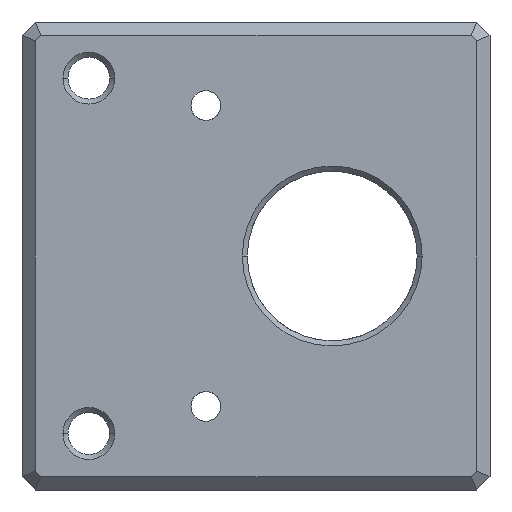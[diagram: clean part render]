
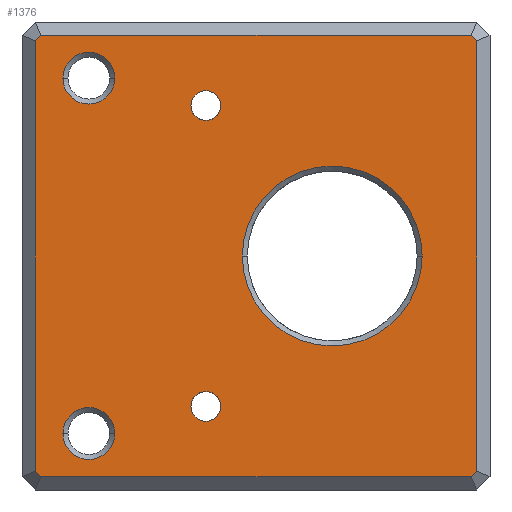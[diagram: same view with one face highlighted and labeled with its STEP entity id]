
A CAD part, front view. The second image highlights one B-rep face of the part: STEP entity #1376.
In plain terms, the highlighted planar face has unit normal (0, -1, 0).
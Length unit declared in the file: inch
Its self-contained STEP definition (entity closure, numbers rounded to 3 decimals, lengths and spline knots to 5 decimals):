
#1=CARTESIAN_POINT('',(0.55,0.,-1.15));
#2=DIRECTION('',(0.,-1.,0.));
#3=DIRECTION('',(-1.,0.,0.));
#4=AXIS2_PLACEMENT_3D('',#1,#2,#3);
#6=CARTESIAN_POINT('',(0.55,0.,-1.15));
#7=DIRECTION('',(0.,-1.,0.));
#8=DIRECTION('',(1.,0.,0.));
#9=AXIS2_PLACEMENT_3D('',#6,#7,#8);
#11=CARTESIAN_POINT('',(0.55,0.,-0.25));
#12=DIRECTION('',(0.,-1.,0.));
#13=DIRECTION('',(-1.,0.,0.));
#14=AXIS2_PLACEMENT_3D('',#11,#12,#13);
#16=CARTESIAN_POINT('',(0.55,0.,-0.25));
#17=DIRECTION('',(0.,-1.,0.));
#18=DIRECTION('',(1.,0.,0.));
#19=AXIS2_PLACEMENT_3D('',#16,#17,#18);
#21=DIRECTION('',(1.,0.,0.));
#22=VECTOR('',#21,1.28686);
#23=CARTESIAN_POINT('',(0.05657,0.,-0.04));
#24=LINE('',#23,#22);
#37=DIRECTION('',(-0.707,0.,-0.707));
#38=VECTOR('',#37,0.02343);
#39=CARTESIAN_POINT('',(0.05657,0.,-0.04));
#40=LINE('',#39,#38);
#115=DIRECTION('',(0.,0.,1.));
#116=VECTOR('',#115,1.28686);
#117=CARTESIAN_POINT('',(0.04,0.,-1.34343));
#118=LINE('',#117,#116);
#131=DIRECTION('',(0.707,0.,-0.707));
#132=VECTOR('',#131,0.02343);
#133=CARTESIAN_POINT('',(0.04,0.,-1.34343));
#134=LINE('',#133,#132);
#157=DIRECTION('',(-1.,0.,0.));
#158=VECTOR('',#157,1.28686);
#159=CARTESIAN_POINT('',(1.34343,0.,-1.36));
#160=LINE('',#159,#158);
#173=DIRECTION('',(0.707,0.,0.707));
#174=VECTOR('',#173,0.02343);
#175=CARTESIAN_POINT('',(1.34343,0.,-1.36));
#176=LINE('',#175,#174);
#189=DIRECTION('',(0.,0.,-1.));
#190=VECTOR('',#189,1.28686);
#191=CARTESIAN_POINT('',(1.36,0.,-0.05657));
#192=LINE('',#191,#190);
#205=DIRECTION('',(-0.707,0.,0.707));
#206=VECTOR('',#205,0.02343);
#207=CARTESIAN_POINT('',(1.36,0.,-0.05657));
#208=LINE('',#207,#206);
#969=CARTESIAN_POINT('',(0.928,0.,-0.7));
#970=DIRECTION('',(0.,1.,0.));
#971=DIRECTION('',(-1.,0.,0.));
#972=AXIS2_PLACEMENT_3D('',#969,#970,#971);
#979=CARTESIAN_POINT('',(0.928,0.,-0.7));
#980=DIRECTION('',(0.,1.,0.));
#981=DIRECTION('',(1.,0.,0.));
#982=AXIS2_PLACEMENT_3D('',#979,#980,#981);
#1029=CARTESIAN_POINT('',(0.2,0.,-1.231));
#1030=DIRECTION('',(0.,1.,0.));
#1031=DIRECTION('',(-1.,0.,0.));
#1032=AXIS2_PLACEMENT_3D('',#1029,#1030,#1031);
#1039=CARTESIAN_POINT('',(0.2,0.,-1.231));
#1040=DIRECTION('',(0.,1.,0.));
#1041=DIRECTION('',(1.,0.,0.));
#1042=AXIS2_PLACEMENT_3D('',#1039,#1040,#1041);
#1093=CARTESIAN_POINT('',(0.2,0.,-0.168));
#1094=DIRECTION('',(0.,1.,0.));
#1095=DIRECTION('',(-1.,0.,0.));
#1096=AXIS2_PLACEMENT_3D('',#1093,#1094,#1095);
#1103=CARTESIAN_POINT('',(0.2,0.,-0.168));
#1104=DIRECTION('',(0.,1.,0.));
#1105=DIRECTION('',(1.,0.,0.));
#1106=AXIS2_PLACEMENT_3D('',#1103,#1104,#1105);
#1163=CARTESIAN_POINT('',(0.05657,0.,-0.04));
#1164=CARTESIAN_POINT('',(1.34343,0.,-0.04));
#1165=VERTEX_POINT('',#1163);
#1166=VERTEX_POINT('',#1164);
#1173=CARTESIAN_POINT('',(1.36,0.,-0.05657));
#1174=VERTEX_POINT('',#1173);
#1175=CARTESIAN_POINT('',(1.36,0.,-1.34343));
#1176=VERTEX_POINT('',#1175);
#1181=CARTESIAN_POINT('',(1.34343,0.,-1.36));
#1182=VERTEX_POINT('',#1181);
#1183=CARTESIAN_POINT('',(0.05657,0.,-1.36));
#1184=VERTEX_POINT('',#1183);
#1189=CARTESIAN_POINT('',(0.04,0.,-1.34343));
#1190=VERTEX_POINT('',#1189);
#1191=CARTESIAN_POINT('',(0.04,0.,-0.05657));
#1192=VERTEX_POINT('',#1191);
#1211=CARTESIAN_POINT('',(0.5055,0.,-1.15));
#1212=CARTESIAN_POINT('',(0.5945,0.,-1.15));
#1213=VERTEX_POINT('',#1211);
#1214=VERTEX_POINT('',#1212);
#1215=CARTESIAN_POINT('',(0.5055,0.,-0.25));
#1216=CARTESIAN_POINT('',(0.5945,0.,-0.25));
#1217=VERTEX_POINT('',#1215);
#1218=VERTEX_POINT('',#1216);
#1243=CARTESIAN_POINT('',(0.1225,0.,-0.168));
#1244=CARTESIAN_POINT('',(0.2775,0.,-0.168));
#1245=VERTEX_POINT('',#1243);
#1246=VERTEX_POINT('',#1244);
#1251=CARTESIAN_POINT('',(0.1225,0.,-1.231));
#1252=CARTESIAN_POINT('',(0.2775,0.,-1.231));
#1253=VERTEX_POINT('',#1251);
#1254=VERTEX_POINT('',#1252);
#1315=CARTESIAN_POINT('',(0.659,0.,-0.7));
#1316=CARTESIAN_POINT('',(1.197,0.,-0.7));
#1317=VERTEX_POINT('',#1315);
#1318=VERTEX_POINT('',#1316);
#1323=CARTESIAN_POINT('',(0.,0.,0.));
#1324=DIRECTION('',(0.,1.,0.));
#1325=DIRECTION('',(1.,0.,0.));
#1326=AXIS2_PLACEMENT_3D('',#1323,#1324,#1325);
#1327=PLANE('',#1326);
#1329=ORIENTED_EDGE('',*,*,#1328,.T.);
#1331=ORIENTED_EDGE('',*,*,#1330,.F.);
#1333=ORIENTED_EDGE('',*,*,#1332,.T.);
#1335=ORIENTED_EDGE('',*,*,#1334,.F.);
#1337=ORIENTED_EDGE('',*,*,#1336,.T.);
#1339=ORIENTED_EDGE('',*,*,#1338,.F.);
#1341=ORIENTED_EDGE('',*,*,#1340,.T.);
#1343=ORIENTED_EDGE('',*,*,#1342,.F.);
#1344=EDGE_LOOP('',(#1329,#1331,#1333,#1335,#1337,#1339,#1341,#1343));
#1345=FACE_OUTER_BOUND('',#1344,.F.);
#1347=ORIENTED_EDGE('',*,*,#1346,.F.);
#1349=ORIENTED_EDGE('',*,*,#1348,.F.);
#1350=EDGE_LOOP('',(#1347,#1349));
#1351=FACE_BOUND('',#1350,.F.);
#1353=ORIENTED_EDGE('',*,*,#1352,.F.);
#1355=ORIENTED_EDGE('',*,*,#1354,.F.);
#1356=EDGE_LOOP('',(#1353,#1355));
#1357=FACE_BOUND('',#1356,.F.);
#1359=ORIENTED_EDGE('',*,*,#1358,.F.);
#1361=ORIENTED_EDGE('',*,*,#1360,.F.);
#1362=EDGE_LOOP('',(#1359,#1361));
#1363=FACE_BOUND('',#1362,.F.);
#1365=ORIENTED_EDGE('',*,*,#1364,.T.);
#1367=ORIENTED_EDGE('',*,*,#1366,.T.);
#1368=EDGE_LOOP('',(#1365,#1367));
#1369=FACE_BOUND('',#1368,.F.);
#1371=ORIENTED_EDGE('',*,*,#1370,.T.);
#1373=ORIENTED_EDGE('',*,*,#1372,.T.);
#1374=EDGE_LOOP('',(#1371,#1373));
#1375=FACE_BOUND('',#1374,.F.);
#1376=ADVANCED_FACE('',(#1345,#1351,#1357,#1363,#1369,#1375),#1327,.F.);
#5=CIRCLE('',#4,0.0445);
#10=CIRCLE('',#9,0.0445);
#15=CIRCLE('',#14,0.0445);
#20=CIRCLE('',#19,0.0445);
#973=CIRCLE('',#972,0.269);
#983=CIRCLE('',#982,0.269);
#1033=CIRCLE('',#1032,0.0775);
#1043=CIRCLE('',#1042,0.0775);
#1097=CIRCLE('',#1096,0.0775);
#1107=CIRCLE('',#1106,0.0775);
#1328=EDGE_CURVE('',#1165,#1166,#24,.T.);
#1330=EDGE_CURVE('',#1174,#1166,#208,.T.);
#1332=EDGE_CURVE('',#1174,#1176,#192,.T.);
#1334=EDGE_CURVE('',#1182,#1176,#176,.T.);
#1336=EDGE_CURVE('',#1182,#1184,#160,.T.);
#1338=EDGE_CURVE('',#1190,#1184,#134,.T.);
#1340=EDGE_CURVE('',#1190,#1192,#118,.T.);
#1342=EDGE_CURVE('',#1165,#1192,#40,.T.);
#1346=EDGE_CURVE('',#1254,#1253,#1043,.T.);
#1348=EDGE_CURVE('',#1253,#1254,#1033,.T.);
#1352=EDGE_CURVE('',#1246,#1245,#1107,.T.);
#1354=EDGE_CURVE('',#1245,#1246,#1097,.T.);
#1358=EDGE_CURVE('',#1317,#1318,#973,.T.);
#1360=EDGE_CURVE('',#1318,#1317,#983,.T.);
#1364=EDGE_CURVE('',#1213,#1214,#5,.T.);
#1366=EDGE_CURVE('',#1214,#1213,#10,.T.);
#1370=EDGE_CURVE('',#1217,#1218,#15,.T.);
#1372=EDGE_CURVE('',#1218,#1217,#20,.T.);
